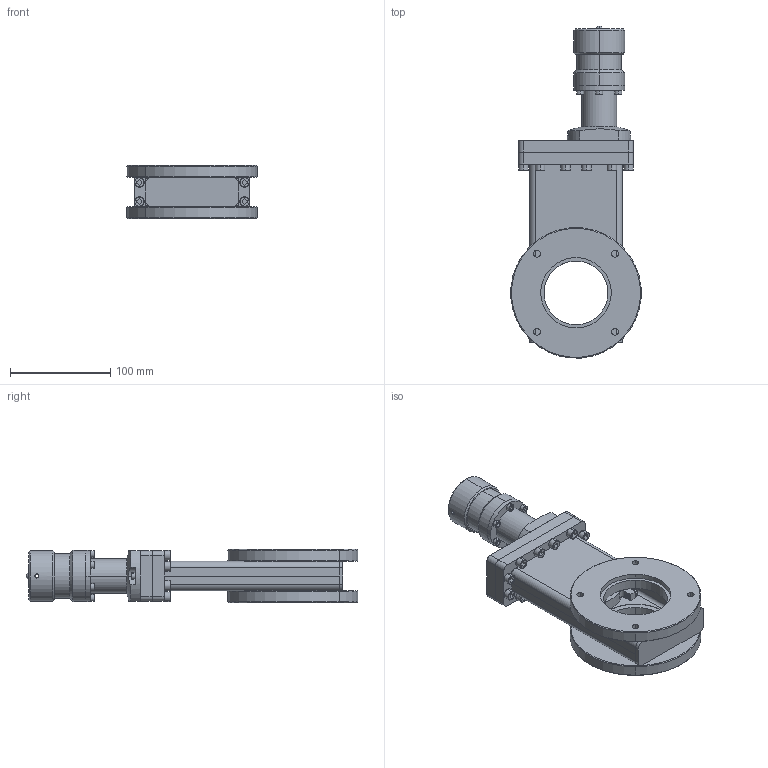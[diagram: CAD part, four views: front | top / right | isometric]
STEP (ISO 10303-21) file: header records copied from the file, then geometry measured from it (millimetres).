
FILE_DESCRIPTION (( 'STEP AP203' ), '1' );
FILE_NAME ('306003 rev A.STEP', '2012-03-30T00:41:51', ( '' ), ( '' ), 'SwSTEP 2.0', 'SolidWorks 2011', '' );
FILE_SCHEMA (( 'CONFIG_CONTROL_DESIGN' ));
Length unit declared in the file: inch
Products named in the file (1): 306003 rev A
Bounding box: 129.55 x 330.44 x 53.09 mm (x, y, z)
Surface area: 185629.5 mm2 (no closed solid volume)
Topology: 0 solids, 49 shells, 459 faces, 1395 edges, 989 vertices
Faces by surface type: plane 193, cylinder 158, cone 98, torus 8, sphere 2
Entity records: 16138 total; most frequent: CARTESIAN_POINT 3148, DIRECTION 2918, ORIENTED_EDGE 2229, EDGE_CURVE 1391, AXIS2_PLACEMENT_3D 1081, VERTEX_POINT 987, VECTOR 756, LINE 756
